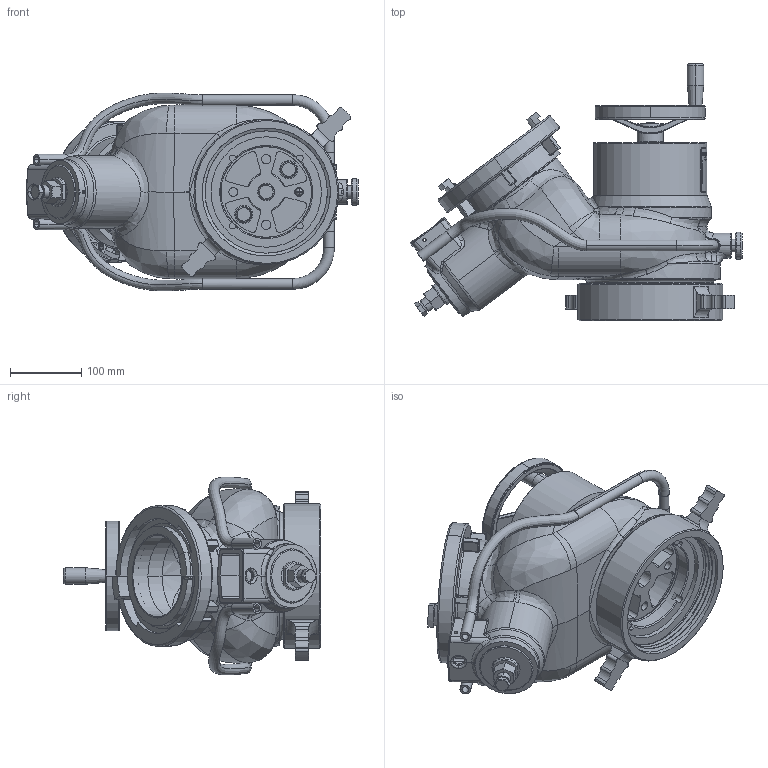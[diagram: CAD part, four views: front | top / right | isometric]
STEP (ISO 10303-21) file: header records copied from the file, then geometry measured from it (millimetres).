
FILE_DESCRIPTION((''),'2;1');
FILE_NAME('79803010_06','2015-06-03T',('sobri'),(''),'PRO/ENGINEER BY PARAMETRIC TECHNOLOGY CORPORATION, 2011180','PRO/ENGINEER BY PARAMETRIC TECHNOLOGY CORPORATION, 2011180','');
FILE_SCHEMA(('CONFIG_CONTROL_DESIGN'));
Length unit declared in the file: inch
Products named in the file (1): 79803010_06
Bounding box: 465.54 x 361.29 x 277.58 mm (x, y, z)
Surface area: 1107541.4 mm2 (no closed solid volume)
Topology: 0 solids, 59 shells, 1237 faces, 3550 edges, 2339 vertices
Faces by surface type: cylinder 423, bspline 290, plane 269, torus 146, cone 89, sphere 20
Entity records: 61533 total; most frequent: CARTESIAN_POINT 31859, ORIENTED_EDGE 6293, DIRECTION 5634, EDGE_CURVE 3542, VERTEX_POINT 2339, AXIS2_PLACEMENT_3D 2312, CIRCLE 1365, EDGE_LOOP 1357
